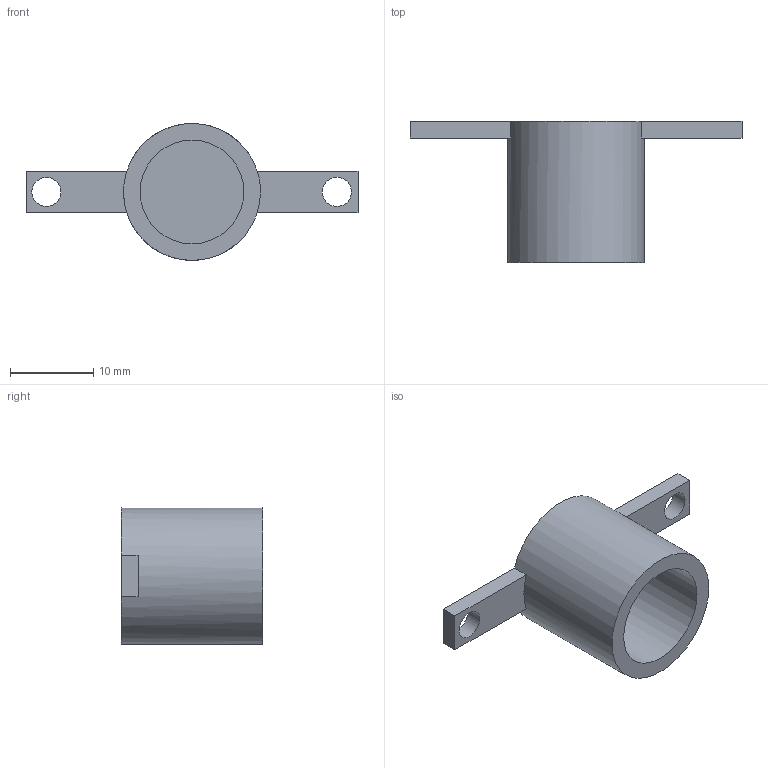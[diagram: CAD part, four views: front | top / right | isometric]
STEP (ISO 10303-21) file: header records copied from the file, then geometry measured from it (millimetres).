
FILE_DESCRIPTION(/* description */ ('Unknown'),/* implementation_level */ '2;1');
FILE_NAME(/* name */ 'Pièce2',/* time_stamp */ '2019-05-22T10:02:17+02:00',/* author */ ('Unknown'),/* organization */ ('Unknown'),/* preprocessor_version */ 'ST-DEVELOPER v16.7',/* originating_system */ 'DEX',/* authorisation */ $);
FILE_SCHEMA (('AUTOMOTIVE_DESIGN {1 0 10303 214 3 1 1}'));
Length unit declared in the file: millimetre
Products named in the file (1): Pièce1
Bounding box: 40 x 17 x 16.48 mm (x, y, z)
Volume: 1993.3 mm3; surface area: 2237.8 mm2
Topology: 1 solids, 1 shells, 15 faces, 37 edges, 25 vertices
Faces by surface type: plane 11, cylinder 4
Full cylindrical faces by diameter (mm): 3.5 x2, 12.5 x1, 16.5 x1
Entity records: 450 total; most frequent: DIRECTION 74, CARTESIAN_POINT 70, ORIENTED_EDGE 62, EDGE_CURVE 31, AXIS2_PLACEMENT_3D 27, EDGE_LOOP 24, FACE_BOUND 24, VERTEX_POINT 23
